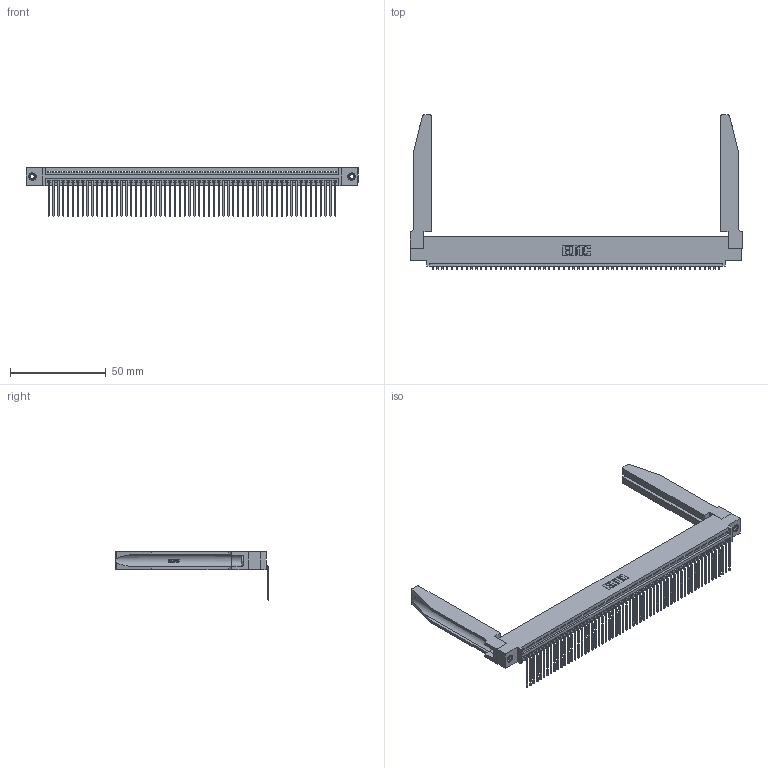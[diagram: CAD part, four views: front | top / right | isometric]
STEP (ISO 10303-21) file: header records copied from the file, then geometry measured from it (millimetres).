
FILE_DESCRIPTION (( 'STEP AP203' ), '1' );
FILE_NAME ('395-060-559-478.STEP', '2019-10-24T13:25:02', ( '' ), ( '' ), 'SwSTEP 2.0', 'SolidWorks 2016', '' );
FILE_SCHEMA (( 'CONFIG_CONTROL_DESIGN' ));
Length unit declared in the file: inch
Products named in the file (5): 345-220-078_345-220-078; 345-292-001_558 559 Tail - 1; 345 Part_0.110 Offset - 0.156 Dia-TH; 395-060-559-478; 345-250-001_345-250-001-102
Assembly tree (65 placements, depth 2):
  395-060-559-478
    345 Part_0.110 Offset - 0.156 Dia-TH
    345-292-001_558 559 Tail - 1  x60
    345-250-001_345-250-001-102  x2
    345-220-078_345-220-078  x2
Bounding box: 173.63 x 80.51 x 25.53 mm (x, y, z)
Volume: 24536.5 mm3; surface area: 30627.2 mm2
Topology: 65 solids, 65 shells, 3964 faces, 11881 edges, 7830 vertices
Faces by surface type: plane 2746, cylinder 1166, bspline 36, cone 12, torus 4
Entity records: 47690 total; most frequent: CARTESIAN_POINT 9159, ORIENTED_EDGE 8050, DIRECTION 6979, EDGE_CURVE 4025, LINE 3559, VECTOR 3559, VERTEX_POINT 2676, AXIS2_PLACEMENT_3D 1710
